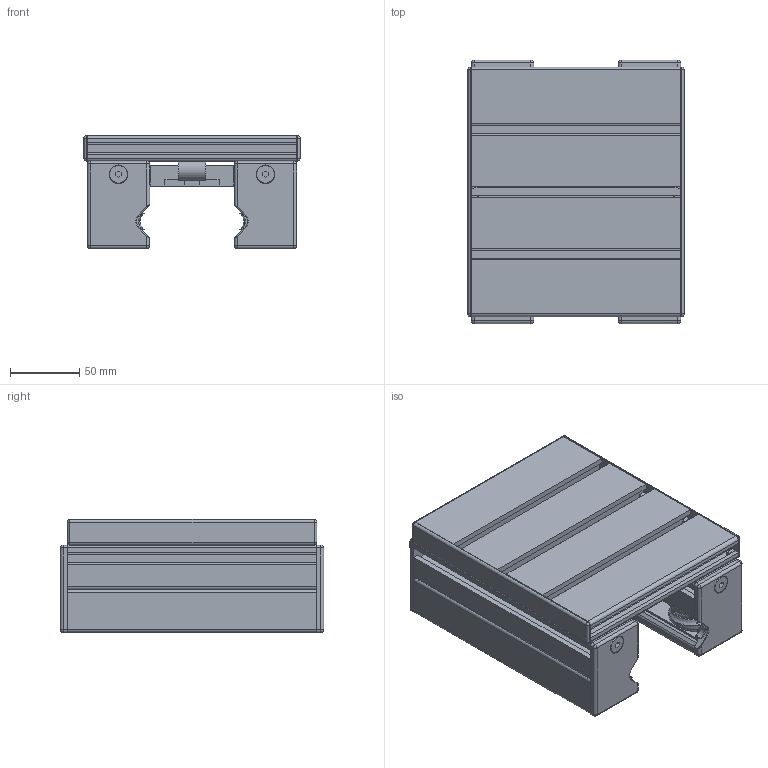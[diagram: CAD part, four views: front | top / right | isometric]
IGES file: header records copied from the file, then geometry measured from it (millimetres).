
Global section: file name: 801845.stp.ipt; native system: Autodesk Inventor 2014; preprocessor: unknown; author: zeman; date: 20151016.131551; units: millimetre
Bounding box: 156 x 190 x 81.5 mm (x, y, z)
Volume: 746938.5 mm3; surface area: 453417.5 mm2
Topology: 51 solids, 51 shells, 1970 faces, 4818 edges, 2784 vertices
Faces by surface type: plane 988, cylinder 532, revolution 302, sphere 86, cone 48, bspline 14
Full cylindrical faces by diameter (mm): 8 x8, 11.4 x4, 12 x4, 13 x6, 15 x2, 18 x8, 24 x4, 35 x8
